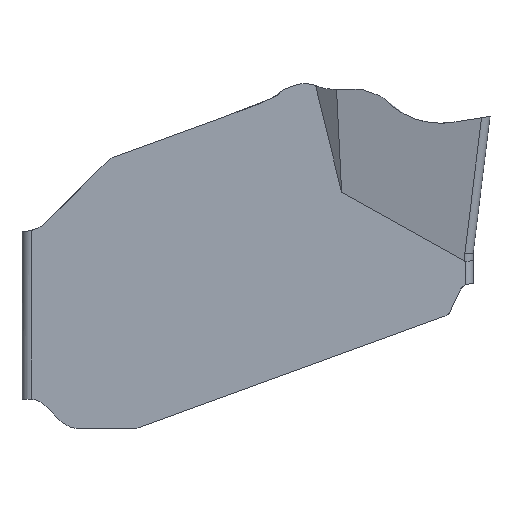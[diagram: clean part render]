
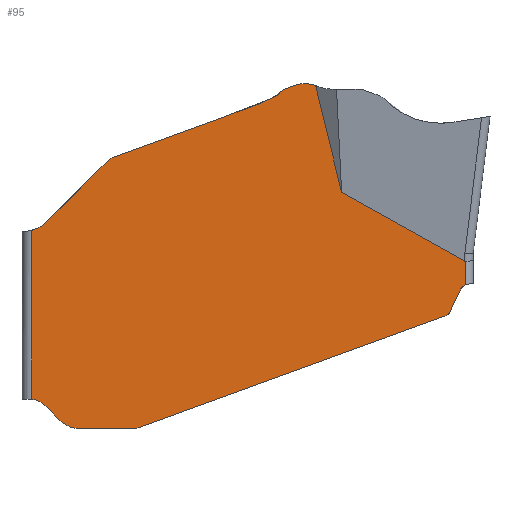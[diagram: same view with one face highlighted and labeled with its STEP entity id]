
A CAD part, left-side view. The second image highlights one B-rep face of the part: STEP entity #95.
In plain terms, the highlighted planar face has unit normal (-1, 0, 0).
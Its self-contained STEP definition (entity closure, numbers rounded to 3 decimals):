
#59=(
BOUNDED_CURVE()
B_SPLINE_CURVE(2,(#1373,#1374,#1375,#1376),.UNSPECIFIED.,.F.,.F.)
B_SPLINE_CURVE_WITH_KNOTS((3,1,3),(0.,0.321,1.),
 .UNSPECIFIED.)
CURVE()
GEOMETRIC_REPRESENTATION_ITEM()
RATIONAL_B_SPLINE_CURVE((0.97,0.962,0.962,
1.))
REPRESENTATION_ITEM('')
);
#67=CIRCLE('',#868,0.75);
#68=CIRCLE('',#869,0.2);
#69=CIRCLE('',#870,0.3);
#70=CIRCLE('',#871,0.55);
#71=CIRCLE('',#872,0.7);
#72=CIRCLE('',#873,0.25);
#76=ELLIPSE('',#867,1.433,0.2);
#95=ADVANCED_FACE('',(#154),#136,.F.);
#136=PLANE('',#874);
#154=FACE_OUTER_BOUND('',#195,.T.);
#195=EDGE_LOOP('',(#260,#261,#262,#263,#264,#265,#266,#267,#268,#269,#270,
#271,#272,#273,#274,#275,#276,#277,#278,#279));
#260=ORIENTED_EDGE('',*,*,#572,.T.);
#261=ORIENTED_EDGE('',*,*,#573,.T.);
#262=ORIENTED_EDGE('',*,*,#574,.T.);
#263=ORIENTED_EDGE('',*,*,#575,.T.);
#264=ORIENTED_EDGE('',*,*,#576,.T.);
#265=ORIENTED_EDGE('',*,*,#577,.T.);
#266=ORIENTED_EDGE('',*,*,#578,.T.);
#267=ORIENTED_EDGE('',*,*,#579,.T.);
#268=ORIENTED_EDGE('',*,*,#580,.T.);
#269=ORIENTED_EDGE('',*,*,#581,.T.);
#270=ORIENTED_EDGE('',*,*,#582,.T.);
#271=ORIENTED_EDGE('',*,*,#583,.T.);
#272=ORIENTED_EDGE('',*,*,#584,.T.);
#273=ORIENTED_EDGE('',*,*,#585,.T.);
#274=ORIENTED_EDGE('',*,*,#586,.T.);
#275=ORIENTED_EDGE('',*,*,#587,.T.);
#276=ORIENTED_EDGE('',*,*,#588,.T.);
#277=ORIENTED_EDGE('',*,*,#589,.T.);
#278=ORIENTED_EDGE('',*,*,#590,.T.);
#279=ORIENTED_EDGE('',*,*,#591,.T.);
#494=VERTEX_POINT('',#1357);
#495=VERTEX_POINT('',#1358);
#496=VERTEX_POINT('',#1360);
#497=VERTEX_POINT('',#1362);
#498=VERTEX_POINT('',#1364);
#499=VERTEX_POINT('',#1366);
#500=VERTEX_POINT('',#1368);
#501=VERTEX_POINT('',#1370);
#502=VERTEX_POINT('',#1372);
#503=VERTEX_POINT('',#1377);
#504=VERTEX_POINT('',#1379);
#505=VERTEX_POINT('',#1381);
#506=VERTEX_POINT('',#1400);
#507=VERTEX_POINT('',#1402);
#508=VERTEX_POINT('',#1404);
#509=VERTEX_POINT('',#1406);
#510=VERTEX_POINT('',#1408);
#511=VERTEX_POINT('',#1410);
#512=VERTEX_POINT('',#1412);
#513=VERTEX_POINT('',#1414);
#572=EDGE_CURVE('',#494,#495,#807,.T.);
#573=EDGE_CURVE('',#495,#496,#678,.T.);
#574=EDGE_CURVE('',#496,#497,#76,.T.);
#575=EDGE_CURVE('',#497,#498,#679,.T.);
#576=EDGE_CURVE('',#498,#499,#680,.T.);
#577=EDGE_CURVE('',#499,#500,#67,.T.);
#578=EDGE_CURVE('',#500,#501,#681,.T.);
#579=EDGE_CURVE('',#501,#502,#68,.T.);
#580=EDGE_CURVE('',#502,#503,#59,.T.);
#581=EDGE_CURVE('',#503,#504,#682,.T.);
#582=EDGE_CURVE('',#504,#505,#69,.T.);
#583=EDGE_CURVE('',#505,#506,#808,.T.);
#584=EDGE_CURVE('',#506,#507,#683,.T.);
#585=EDGE_CURVE('',#507,#508,#70,.T.);
#586=EDGE_CURVE('',#508,#509,#684,.T.);
#587=EDGE_CURVE('',#509,#510,#71,.T.);
#588=EDGE_CURVE('',#510,#511,#685,.T.);
#589=EDGE_CURVE('',#511,#512,#72,.T.);
#590=EDGE_CURVE('',#512,#513,#686,.T.);
#591=EDGE_CURVE('',#513,#494,#809,.T.);
#678=LINE('',#1359,#745);
#679=LINE('',#1363,#746);
#680=LINE('',#1365,#747);
#681=LINE('',#1369,#748);
#682=LINE('',#1378,#749);
#683=LINE('',#1401,#750);
#684=LINE('',#1405,#751);
#685=LINE('',#1409,#752);
#686=LINE('',#1413,#753);
#745=VECTOR('',#967,1.);
#746=VECTOR('',#970,1.);
#747=VECTOR('',#971,1.);
#748=VECTOR('',#974,1.);
#749=VECTOR('',#977,1.);
#750=VECTOR('',#980,1.);
#751=VECTOR('',#983,1.);
#752=VECTOR('',#986,1.);
#753=VECTOR('',#989,1.);
#807=B_SPLINE_CURVE_WITH_KNOTS('',3,(#1341,#1342,#1343,#1344,#1345,#1346,
#1347,#1348,#1349,#1350,#1351,#1352,#1353,#1354,#1355,#1356),
 .UNSPECIFIED.,.F.,.F.,(4,3,3,3,3,4),(0.,0.321,0.641,
0.817,0.925,1.),.UNSPECIFIED.);
#808=B_SPLINE_CURVE_WITH_KNOTS('',3,(#1382,#1383,#1384,#1385,#1386,#1387,
#1388,#1389,#1390,#1391,#1392,#1393,#1394,#1395,#1396,#1397,#1398,#1399),
 .UNSPECIFIED.,.F.,.F.,(4,1,1,1,1,1,1,1,1,1,1,1,1,1,1,4),(0.,0.238,
0.495,0.752,0.768,0.776,
0.784,0.816,0.88,0.913,
0.929,0.937,0.941,0.945,
0.977,1.),.UNSPECIFIED.);
#809=B_SPLINE_CURVE_WITH_KNOTS('',3,(#1415,#1416,#1417,#1418,#1419,#1420,
#1421,#1422),.UNSPECIFIED.,.F.,.F.,(4,2,2,4),(0.,0.5,0.75,
1.),.UNSPECIFIED.);
#867=AXIS2_PLACEMENT_3D('',#1361,#968,#969);
#868=AXIS2_PLACEMENT_3D('',#1367,#972,#973);
#869=AXIS2_PLACEMENT_3D('',#1371,#975,#976);
#870=AXIS2_PLACEMENT_3D('',#1380,#978,#979);
#871=AXIS2_PLACEMENT_3D('',#1403,#981,#982);
#872=AXIS2_PLACEMENT_3D('',#1407,#984,#985);
#873=AXIS2_PLACEMENT_3D('',#1411,#987,#988);
#874=AXIS2_PLACEMENT_3D('',#1423,#990,#991);
#967=DIRECTION('',(0.,0.,1.));
#968=DIRECTION('',(1.,0.,0.));
#969=DIRECTION('',(0.,0.,1.));
#970=DIRECTION('',(0.,0.873,0.487));
#971=DIRECTION('',(0.,0.238,0.971));
#972=DIRECTION('',(-1.,0.,0.));
#973=DIRECTION('',(0.,0.,-1.));
#974=DIRECTION('',(0.,0.94,-0.342));
#975=DIRECTION('',(-1.,0.,0.));
#976=DIRECTION('',(0.,0.,-1.));
#977=DIRECTION('',(0.,0.94,-0.342));
#978=DIRECTION('',(-1.,0.,0.));
#979=DIRECTION('',(0.,0.,-1.));
#980=DIRECTION('',(0.,0.,-1.));
#981=DIRECTION('',(1.,0.,0.));
#982=DIRECTION('',(0.,0.,-1.));
#983=DIRECTION('',(0.,-0.707,-0.707));
#984=DIRECTION('',(-1.,0.,0.));
#985=DIRECTION('',(0.,0.,-1.));
#986=DIRECTION('',(0.,-1.,0.));
#987=DIRECTION('',(-1.,0.,0.));
#988=DIRECTION('',(0.,0.,-1.));
#989=DIRECTION('',(0.,-0.94,0.342));
#990=DIRECTION('',(1.,0.,0.));
#991=DIRECTION('',(0.,0.,-1.));
#1341=CARTESIAN_POINT('',(-1.825,-4.988,-4.989));
#1342=CARTESIAN_POINT('',(-1.825,-5.024,-4.913));
#1343=CARTESIAN_POINT('',(-1.825,-5.059,-4.837));
#1344=CARTESIAN_POINT('',(-1.825,-5.095,-4.761));
#1345=CARTESIAN_POINT('',(-1.825,-5.13,-4.685));
#1346=CARTESIAN_POINT('',(-1.825,-5.165,-4.609));
#1347=CARTESIAN_POINT('',(-1.825,-5.201,-4.533));
#1348=CARTESIAN_POINT('',(-1.825,-5.22,-4.491));
#1349=CARTESIAN_POINT('',(-1.825,-5.236,-4.447));
#1350=CARTESIAN_POINT('',(-1.825,-5.262,-4.409));
#1351=CARTESIAN_POINT('',(-1.825,-5.277,-4.386));
#1352=CARTESIAN_POINT('',(-1.825,-5.297,-4.365));
#1353=CARTESIAN_POINT('',(-1.825,-5.319,-4.348));
#1354=CARTESIAN_POINT('',(-1.825,-5.335,-4.336));
#1355=CARTESIAN_POINT('',(-1.825,-5.352,-4.326));
#1356=CARTESIAN_POINT('',(-1.825,-5.37,-4.318));
#1357=CARTESIAN_POINT('',(-1.825,-4.988,-4.989));
#1358=CARTESIAN_POINT('',(-1.825,-5.37,-4.318));
#1359=CARTESIAN_POINT('',(-1.825,-5.37,-3.827));
#1360=CARTESIAN_POINT('',(-1.825,-5.37,-3.711));
#1361=CARTESIAN_POINT('',(-1.825,-5.37,-2.278));
#1362=CARTESIAN_POINT('',(-1.825,-5.354,-3.707));
#1363=CARTESIAN_POINT('',(-1.825,0.305,-0.547));
#1364=CARTESIAN_POINT('',(-1.825,-2.196,-1.943));
#1365=CARTESIAN_POINT('',(-1.825,-1.622,0.397));
#1366=CARTESIAN_POINT('',(-1.825,-1.526,0.788));
#1367=CARTESIAN_POINT('',(-1.825,-1.25,0.091));
#1368=CARTESIAN_POINT('',(-1.825,-0.993,0.796));
#1369=CARTESIAN_POINT('',(-1.825,0.14,0.383));
#1370=CARTESIAN_POINT('',(-1.825,-0.721,0.697));
#1371=CARTESIAN_POINT('',(-1.825,-0.79,0.509));
#1372=CARTESIAN_POINT('',(-1.825,-0.63,0.628));
#1373=CARTESIAN_POINT('',(-1.825,-0.63,0.628));
#1374=CARTESIAN_POINT('',(-1.825,-0.592,0.578));
#1375=CARTESIAN_POINT('',(-1.825,-0.446,0.444));
#1376=CARTESIAN_POINT('',(-1.825,0.93,-0.056));
#1377=CARTESIAN_POINT('',(-1.825,0.93,-0.056));
#1378=CARTESIAN_POINT('',(-1.825,0.091,0.249));
#1379=CARTESIAN_POINT('',(-1.825,3.682,-1.058));
#1380=CARTESIAN_POINT('',(-1.825,3.579,-1.34));
#1381=CARTESIAN_POINT('',(-1.825,3.791,-1.128));
#1382=CARTESIAN_POINT('',(-1.825,3.791,-1.128));
#1383=CARTESIAN_POINT('',(-1.825,3.954,-1.291));
#1384=CARTESIAN_POINT('',(-1.825,4.293,-1.629));
#1385=CARTESIAN_POINT('',(-1.825,4.807,-2.144));
#1386=CARTESIAN_POINT('',(-1.825,5.169,-2.506));
#1387=CARTESIAN_POINT('',(-1.825,5.362,-2.699));
#1388=CARTESIAN_POINT('',(-1.825,5.384,-2.72));
#1389=CARTESIAN_POINT('',(-1.825,5.418,-2.752));
#1390=CARTESIAN_POINT('',(-1.825,5.496,-2.816));
#1391=CARTESIAN_POINT('',(-1.825,5.607,-2.877));
#1392=CARTESIAN_POINT('',(-1.825,5.711,-2.912));
#1393=CARTESIAN_POINT('',(-1.825,5.763,-2.925));
#1394=CARTESIAN_POINT('',(-1.825,5.79,-2.93));
#1395=CARTESIAN_POINT('',(-1.825,5.805,-2.933));
#1396=CARTESIAN_POINT('',(-1.825,5.843,-2.939));
#1397=CARTESIAN_POINT('',(-1.825,5.9,-2.949));
#1398=CARTESIAN_POINT('',(-1.825,5.952,-2.959));
#1399=CARTESIAN_POINT('',(-1.825,5.974,-2.963));
#1400=CARTESIAN_POINT('',(-1.825,5.75,-2.921));
#1401=CARTESIAN_POINT('',(-1.825,5.75,-9.5));
#1402=CARTESIAN_POINT('',(-1.825,5.75,-7.252));
#1403=CARTESIAN_POINT('',(-1.825,5.8,-7.8));
#1404=CARTESIAN_POINT('',(-1.825,5.411,-7.411));
#1405=CARTESIAN_POINT('',(-1.825,6.411,-6.411));
#1406=CARTESIAN_POINT('',(-1.825,5.027,-7.795));
#1407=CARTESIAN_POINT('',(-1.825,4.532,-7.3));
#1408=CARTESIAN_POINT('',(-1.825,4.532,-8.));
#1409=CARTESIAN_POINT('',(-1.825,0.,-8.));
#1410=CARTESIAN_POINT('',(-1.825,3.109,-8.));
#1411=CARTESIAN_POINT('',(-1.825,3.109,-7.75));
#1412=CARTESIAN_POINT('',(-1.825,3.024,-7.985));
#1413=CARTESIAN_POINT('',(-1.825,-2.213,-6.079));
#1414=CARTESIAN_POINT('',(-1.825,-4.842,-5.122));
#1415=CARTESIAN_POINT('',(-1.825,-4.842,-5.122));
#1416=CARTESIAN_POINT('',(-1.825,-4.874,-5.11));
#1417=CARTESIAN_POINT('',(-1.825,-4.903,-5.093));
#1418=CARTESIAN_POINT('',(-1.825,-4.941,-5.059));
#1419=CARTESIAN_POINT('',(-1.825,-4.952,-5.046));
#1420=CARTESIAN_POINT('',(-1.825,-4.972,-5.019));
#1421=CARTESIAN_POINT('',(-1.825,-4.981,-5.004));
#1422=CARTESIAN_POINT('',(-1.825,-4.988,-4.989));
#1423=CARTESIAN_POINT('',(-1.825,0.,0.));
